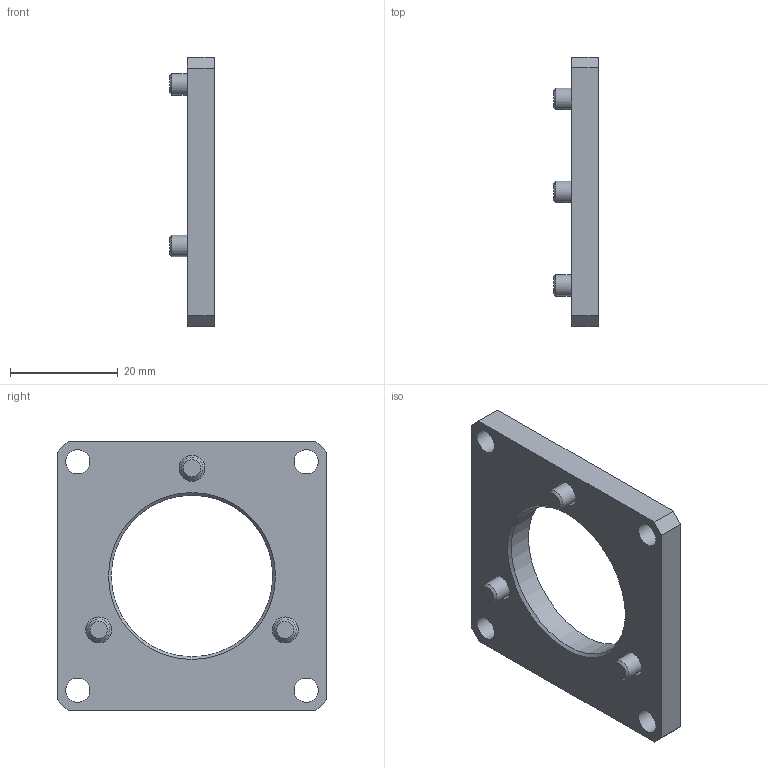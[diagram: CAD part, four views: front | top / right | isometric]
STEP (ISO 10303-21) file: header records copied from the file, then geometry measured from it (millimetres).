
FILE_DESCRIPTION(/* description */ ('Unknown'),/* implementation_level */ '2;1');
FILE_NAME(/* name */ 'FL-DYM-050',/* time_stamp */ '2024-02-14T07:27:02+01:00',/* author */ ('Unknown'),/* organization */ ('Unknown'),/* preprocessor_version */ 'ST-DEVELOPER v18.104',/* originating_system */ 'Solid Edge',/* authorisation */ 'Unknown');
FILE_SCHEMA (('AUTOMOTIVE_DESIGN {1 0 10303 214 3 1 1}'));
Length unit declared in the file: millimetre
Products named in the file (3): 133_ZU_DYM-050_15_35N; 918_00398_SESC_M04x08; 290_00095_FL-DYM-050
Assembly tree (4 placements, depth 2):
  133_ZU_DYM-050_15_35N
    918_00398_SESC_M04x08  x3
    290_00095_FL-DYM-050
Bounding box: 8.3 x 50 x 50 mm (x, y, z)
Volume: 8585.2 mm3; surface area: 5849.8 mm2
Topology: 4 solids, 4 shells, 67 faces, 157 edges, 101 vertices
Faces by surface type: plane 37, cylinder 17, cone 13
Full cylindrical faces by diameter (mm): 4 x3, 4.5 x4, 4.8 x3, 8 x3, 9 x3, 30 x1
Entity records: 1234 total; most frequent: CARTESIAN_POINT 196, DIRECTION 182, ORIENTED_EDGE 142, EDGE_LOOP 76, FACE_BOUND 76, AXIS2_PLACEMENT_3D 73, EDGE_CURVE 71, VERTEX_POINT 57
